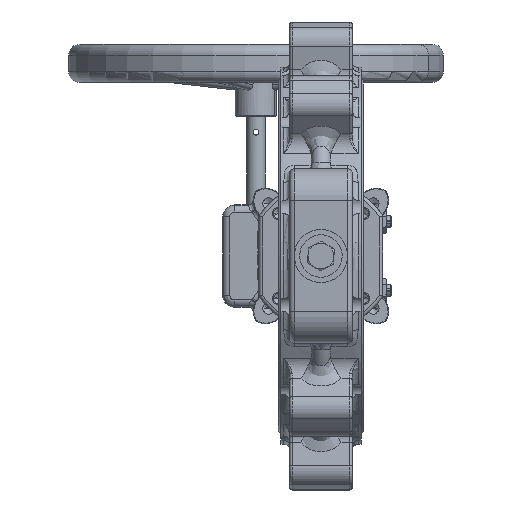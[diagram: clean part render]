
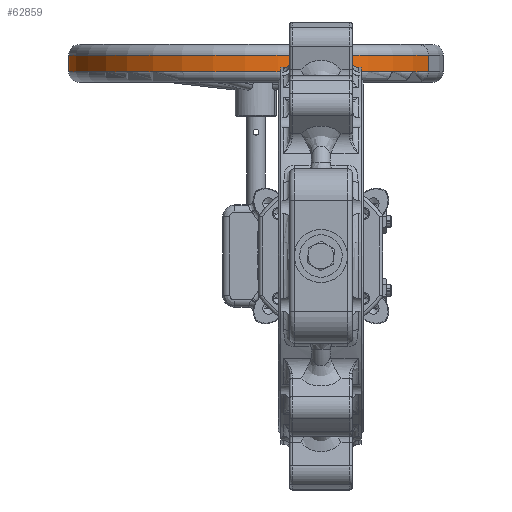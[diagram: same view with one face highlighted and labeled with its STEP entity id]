
A CAD part, front view. The second image highlights one B-rep face of the part: STEP entity #62859.
In plain terms, the highlighted cylindrical face has radius 159 mm (diameter 318 mm), a partial arc.
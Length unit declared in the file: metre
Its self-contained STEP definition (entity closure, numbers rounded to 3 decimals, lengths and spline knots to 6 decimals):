
#1083 = LINE ( 'NONE', #91826, #98715 ) ;
#3343 = DIRECTION ( 'NONE',  ( 0., 0., 1. ) ) ;
#3871 = CARTESIAN_POINT ( 'NONE',  ( 0., -0.002, 0. ) ) ;
#4957 = CARTESIAN_POINT ( 'NONE',  ( 0., -0.002, 0.159 ) ) ;
#6786 = EDGE_CURVE ( 'NONE', #122381, #26978, #111803, .T. ) ;
#6968 = CARTESIAN_POINT ( 'NONE',  ( 0., 0.012, 0.159 ) ) ;
#7187 = LINE ( 'NONE', #86285, #18867 ) ;
#18867 = VECTOR ( 'NONE', #40871, 1. ) ;
#26978 = VERTEX_POINT ( 'NONE', #97380 ) ;
#32677 = EDGE_CURVE ( 'NONE', #115761, #26978, #7187, .T. ) ;
#34024 = ORIENTED_EDGE ( 'NONE', *, *, #6786, .F. ) ;
#36275 = CIRCLE ( 'NONE', #100484, 0.159 ) ;
#40871 = DIRECTION ( 'NONE',  ( 0., 1., 0. ) ) ;
#42913 = CARTESIAN_POINT ( 'NONE',  ( 0., 0.030391, 0. ) ) ;
#43444 = DIRECTION ( 'NONE',  ( 0., 1., 0. ) ) ;
#43542 = AXIS2_PLACEMENT_3D ( 'NONE', #42913, #52655, #3343 ) ;
#44852 = DIRECTION ( 'NONE',  ( 0., 1., 0. ) ) ;
#46597 = CYLINDRICAL_SURFACE ( 'NONE', #43542, 0.159 ) ;
#48375 = EDGE_LOOP ( 'NONE', ( #113947, #111812, #34024, #76774 ) ) ;
#51406 = VERTEX_POINT ( 'NONE', #4957 ) ;
#52485 = EDGE_CURVE ( 'NONE', #51406, #122381, #1083, .T. ) ;
#52655 = DIRECTION ( 'NONE',  ( 0., 1., 0. ) ) ;
#57958 = AXIS2_PLACEMENT_3D ( 'NONE', #112263, #44852, #121368 ) ;
#62859 = ADVANCED_FACE ( 'NONE', ( #95848 ), #46597, .T. ) ;
#76664 = CARTESIAN_POINT ( 'NONE',  ( 0., -0.002, -0.159 ) ) ;
#76774 = ORIENTED_EDGE ( 'NONE', *, *, #52485, .F. ) ;
#86285 = CARTESIAN_POINT ( 'NONE',  ( 0., 0.030391, -0.159 ) ) ;
#91448 = DIRECTION ( 'NONE',  ( 0., 0., 1. ) ) ;
#91826 = CARTESIAN_POINT ( 'NONE',  ( 0., 0.030391, 0.159 ) ) ;
#95848 = FACE_OUTER_BOUND ( 'NONE', #48375, .T. ) ;
#97380 = CARTESIAN_POINT ( 'NONE',  ( 0., 0.012, -0.159 ) ) ;
#98715 = VECTOR ( 'NONE', #120366, 1. ) ;
#100484 = AXIS2_PLACEMENT_3D ( 'NONE', #3871, #43444, #91448 ) ;
#111803 = CIRCLE ( 'NONE', #57958, 0.159 ) ;
#111812 = ORIENTED_EDGE ( 'NONE', *, *, #32677, .T. ) ;
#112263 = CARTESIAN_POINT ( 'NONE',  ( 0., 0.012, 0. ) ) ;
#112334 = EDGE_CURVE ( 'NONE', #51406, #115761, #36275, .T. ) ;
#113947 = ORIENTED_EDGE ( 'NONE', *, *, #112334, .T. ) ;
#115761 = VERTEX_POINT ( 'NONE', #76664 ) ;
#120366 = DIRECTION ( 'NONE',  ( 0., 1., 0. ) ) ;
#121368 = DIRECTION ( 'NONE',  ( 0., 0., 1. ) ) ;
#122381 = VERTEX_POINT ( 'NONE', #6968 ) ;
